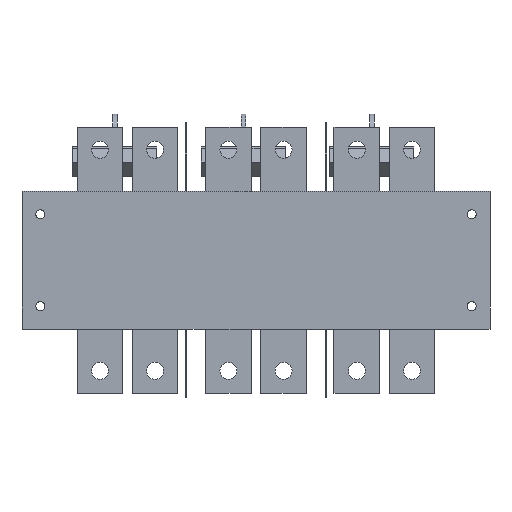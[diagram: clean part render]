
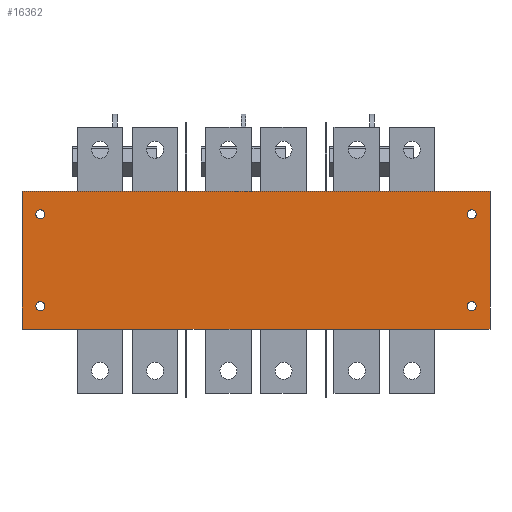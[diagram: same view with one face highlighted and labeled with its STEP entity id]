
A CAD part, front view. The second image highlights one B-rep face of the part: STEP entity #16362.
In plain terms, the highlighted planar face has unit normal (0, -1, 0).
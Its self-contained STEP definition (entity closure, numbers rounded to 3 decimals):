
#560 = DIRECTION ( 'NONE',  ( 0., 1., 0. ) ) ;
#608 = DIRECTION ( 'NONE',  ( 0., 0., -1. ) ) ;
#644 = ORIENTED_EDGE ( 'NONE', *, *, #6815, .T. ) ;
#790 = AXIS2_PLACEMENT_3D ( 'NONE', #14670, #5243, #16262 ) ;
#993 = VERTEX_POINT ( 'NONE', #1574 ) ;
#1320 = CARTESIAN_POINT ( 'NONE',  ( -235., 0., 50. ) ) ;
#1373 = VECTOR ( 'NONE', #14376, 1000. ) ;
#1389 = CARTESIAN_POINT ( 'NONE',  ( 235., 0., -45. ) ) ;
#1427 = DIRECTION ( 'NONE',  ( 0., 0., -1. ) ) ;
#1574 = CARTESIAN_POINT ( 'NONE',  ( -255., 0., 75. ) ) ;
#1841 = CARTESIAN_POINT ( 'NONE',  ( 235., 0., 50. ) ) ;
#2152 = EDGE_LOOP ( 'NONE', ( #11669, #644 ) ) ;
#2373 = EDGE_CURVE ( 'NONE', #6483, #4309, #6977, .T. ) ;
#2486 = ORIENTED_EDGE ( 'NONE', *, *, #12774, .T. ) ;
#2574 = CARTESIAN_POINT ( 'NONE',  ( 235., 0., 55. ) ) ;
#3052 = ORIENTED_EDGE ( 'NONE', *, *, #20346, .F. ) ;
#3053 = EDGE_LOOP ( 'NONE', ( #10635, #3052, #20154, #18720 ) ) ;
#3232 = VECTOR ( 'NONE', #12908, 1000. ) ;
#3431 = CARTESIAN_POINT ( 'NONE',  ( 235., 0., -55. ) ) ;
#3988 = ORIENTED_EDGE ( 'NONE', *, *, #16984, .T. ) ;
#4125 = VERTEX_POINT ( 'NONE', #3431 ) ;
#4168 = DIRECTION ( 'NONE',  ( 0., 1., 0. ) ) ;
#4181 = EDGE_CURVE ( 'NONE', #5490, #4932, #5896, .T. ) ;
#4309 = VERTEX_POINT ( 'NONE', #16851 ) ;
#4645 = LINE ( 'NONE', #12540, #8397 ) ;
#4932 = VERTEX_POINT ( 'NONE', #2574 ) ;
#5029 = CARTESIAN_POINT ( 'NONE',  ( -255., 0., 75. ) ) ;
#5124 = CIRCLE ( 'NONE', #16321, 5. ) ;
#5243 = DIRECTION ( 'NONE',  ( 0., -1., 0. ) ) ;
#5306 = DIRECTION ( 'NONE',  ( 0., 0., 1. ) ) ;
#5347 = DIRECTION ( 'NONE',  ( 0., 0., 1. ) ) ;
#5490 = VERTEX_POINT ( 'NONE', #9124 ) ;
#5609 = LINE ( 'NONE', #19178, #1373 ) ;
#5783 = LINE ( 'NONE', #5029, #8042 ) ;
#5896 = CIRCLE ( 'NONE', #9455, 5. ) ;
#6280 = ORIENTED_EDGE ( 'NONE', *, *, #19622, .T. ) ;
#6483 = VERTEX_POINT ( 'NONE', #15629 ) ;
#6547 = AXIS2_PLACEMENT_3D ( 'NONE', #16852, #10986, #1427 ) ;
#6693 = FACE_BOUND ( 'NONE', #2152, .T. ) ;
#6815 = EDGE_CURVE ( 'NONE', #4309, #6483, #20235, .T. ) ;
#6847 = ORIENTED_EDGE ( 'NONE', *, *, #12533, .T. ) ;
#6977 = CIRCLE ( 'NONE', #6547, 5. ) ;
#7215 = CIRCLE ( 'NONE', #8247, 5. ) ;
#8026 = DIRECTION ( 'NONE',  ( 0., 0., 1. ) ) ;
#8042 = VECTOR ( 'NONE', #8026, 1000. ) ;
#8247 = AXIS2_PLACEMENT_3D ( 'NONE', #8715, #4168, #18328 ) ;
#8353 = CARTESIAN_POINT ( 'NONE',  ( 235., 0., -50. ) ) ;
#8397 = VECTOR ( 'NONE', #17375, 1000. ) ;
#8406 = DIRECTION ( 'NONE',  ( 0., 1., 0. ) ) ;
#8417 = VERTEX_POINT ( 'NONE', #9612 ) ;
#8715 = CARTESIAN_POINT ( 'NONE',  ( 235., 0., -50. ) ) ;
#9124 = CARTESIAN_POINT ( 'NONE',  ( 235., 0., 45. ) ) ;
#9455 = AXIS2_PLACEMENT_3D ( 'NONE', #1841, #8406, #10015 ) ;
#9612 = CARTESIAN_POINT ( 'NONE',  ( -235., 0., 55. ) ) ;
#10015 = DIRECTION ( 'NONE',  ( 0., 0., -1. ) ) ;
#10264 = CARTESIAN_POINT ( 'NONE',  ( -235., 0., 50. ) ) ;
#10292 = ORIENTED_EDGE ( 'NONE', *, *, #4181, .T. ) ;
#10608 = EDGE_LOOP ( 'NONE', ( #3988, #6280 ) ) ;
#10635 = ORIENTED_EDGE ( 'NONE', *, *, #14732, .F. ) ;
#10669 = DIRECTION ( 'NONE',  ( 0., 0., 1. ) ) ;
#10681 = DIRECTION ( 'NONE',  ( 0., 1., 0. ) ) ;
#10986 = DIRECTION ( 'NONE',  ( 0., 1., 0. ) ) ;
#11257 = CARTESIAN_POINT ( 'NONE',  ( 255., 0., 75. ) ) ;
#11669 = ORIENTED_EDGE ( 'NONE', *, *, #2373, .T. ) ;
#12284 = VERTEX_POINT ( 'NONE', #12548 ) ;
#12449 = DIRECTION ( 'NONE',  ( 0., 1., 0. ) ) ;
#12533 = EDGE_CURVE ( 'NONE', #8417, #12935, #17246, .T. ) ;
#12540 = CARTESIAN_POINT ( 'NONE',  ( -255., 0., 75. ) ) ;
#12548 = CARTESIAN_POINT ( 'NONE',  ( 255., 0., 75. ) ) ;
#12774 = EDGE_CURVE ( 'NONE', #12935, #8417, #5124, .T. ) ;
#12815 = VERTEX_POINT ( 'NONE', #1389 ) ;
#12908 = DIRECTION ( 'NONE',  ( 0., 0., -1. ) ) ;
#12935 = VERTEX_POINT ( 'NONE', #17426 ) ;
#12991 = EDGE_CURVE ( 'NONE', #19624, #20089, #5609, .T. ) ;
#13660 = ORIENTED_EDGE ( 'NONE', *, *, #19073, .T. ) ;
#13848 = CARTESIAN_POINT ( 'NONE',  ( 235., 0., 50. ) ) ;
#14202 = LINE ( 'NONE', #11257, #3232 ) ;
#14376 = DIRECTION ( 'NONE',  ( -1., 0., 0. ) ) ;
#14670 = CARTESIAN_POINT ( 'NONE',  ( 0., 0., 0. ) ) ;
#14732 = EDGE_CURVE ( 'NONE', #12284, #19624, #14202, .T. ) ;
#14894 = AXIS2_PLACEMENT_3D ( 'NONE', #8353, #19380, #5347 ) ;
#14961 = CIRCLE ( 'NONE', #17726, 5. ) ;
#15116 = FACE_BOUND ( 'NONE', #16073, .T. ) ;
#15235 = AXIS2_PLACEMENT_3D ( 'NONE', #10264, #560, #5306 ) ;
#15377 = FACE_BOUND ( 'NONE', #15707, .T. ) ;
#15486 = DIRECTION ( 'NONE',  ( 0., 0., -1. ) ) ;
#15629 = CARTESIAN_POINT ( 'NONE',  ( -235., 0., -55. ) ) ;
#15707 = EDGE_LOOP ( 'NONE', ( #2486, #6847 ) ) ;
#16073 = EDGE_LOOP ( 'NONE', ( #10292, #13660 ) ) ;
#16133 = FACE_OUTER_BOUND ( 'NONE', #3053, .T. ) ;
#16262 = DIRECTION ( 'NONE',  ( 0., 0., -1. ) ) ;
#16321 = AXIS2_PLACEMENT_3D ( 'NONE', #1320, #12449, #10669 ) ;
#16326 = DIRECTION ( 'NONE',  ( 0., 1., 0. ) ) ;
#16355 = CIRCLE ( 'NONE', #14894, 5. ) ;
#16362 = ADVANCED_FACE ( 'NONE', ( #6693, #16892, #16133, #15116, #15377 ), #17986, .T. ) ;
#16452 = CARTESIAN_POINT ( 'NONE',  ( -255., 0., -75. ) ) ;
#16460 = CARTESIAN_POINT ( 'NONE',  ( -235., 0., -50. ) ) ;
#16851 = CARTESIAN_POINT ( 'NONE',  ( -235., 0., -45. ) ) ;
#16852 = CARTESIAN_POINT ( 'NONE',  ( -235., 0., -50. ) ) ;
#16879 = CARTESIAN_POINT ( 'NONE',  ( 255., 0., -75. ) ) ;
#16892 = FACE_BOUND ( 'NONE', #10608, .T. ) ;
#16984 = EDGE_CURVE ( 'NONE', #4125, #12815, #16355, .T. ) ;
#17246 = CIRCLE ( 'NONE', #15235, 5. ) ;
#17375 = DIRECTION ( 'NONE',  ( 1., 0., 0. ) ) ;
#17426 = CARTESIAN_POINT ( 'NONE',  ( -235., 0., 45. ) ) ;
#17726 = AXIS2_PLACEMENT_3D ( 'NONE', #13848, #10681, #15486 ) ;
#17986 = PLANE ( 'NONE',  #790 ) ;
#18328 = DIRECTION ( 'NONE',  ( 0., 0., 1. ) ) ;
#18720 = ORIENTED_EDGE ( 'NONE', *, *, #12991, .F. ) ;
#19073 = EDGE_CURVE ( 'NONE', #4932, #5490, #14961, .T. ) ;
#19178 = CARTESIAN_POINT ( 'NONE',  ( -255., 0., -75. ) ) ;
#19376 = EDGE_CURVE ( 'NONE', #20089, #993, #5783, .T. ) ;
#19380 = DIRECTION ( 'NONE',  ( 0., 1., 0. ) ) ;
#19622 = EDGE_CURVE ( 'NONE', #12815, #4125, #7215, .T. ) ;
#19624 = VERTEX_POINT ( 'NONE', #16879 ) ;
#20089 = VERTEX_POINT ( 'NONE', #16452 ) ;
#20154 = ORIENTED_EDGE ( 'NONE', *, *, #19376, .F. ) ;
#20163 = AXIS2_PLACEMENT_3D ( 'NONE', #16460, #16326, #608 ) ;
#20235 = CIRCLE ( 'NONE', #20163, 5. ) ;
#20346 = EDGE_CURVE ( 'NONE', #993, #12284, #4645, .T. ) ;
